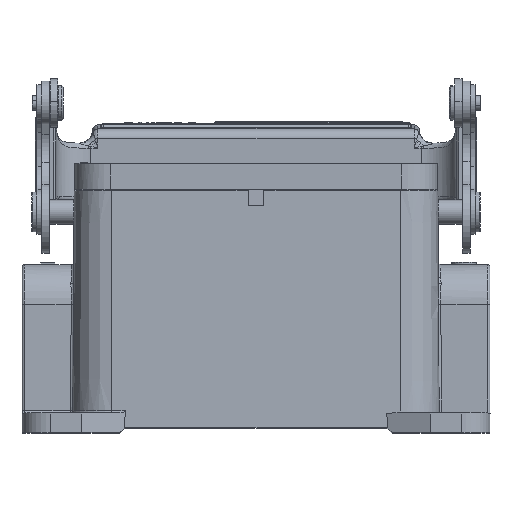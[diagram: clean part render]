
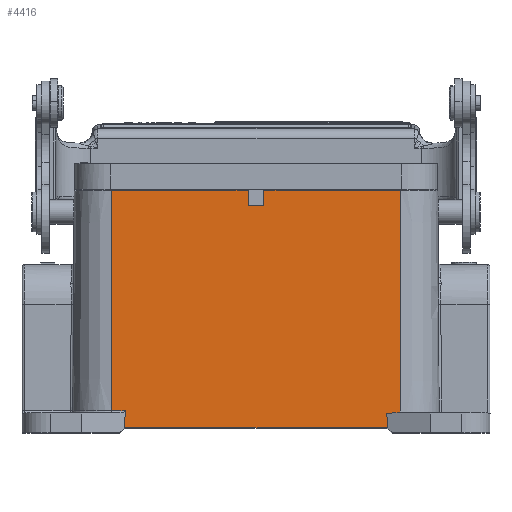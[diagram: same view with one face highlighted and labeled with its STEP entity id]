
A CAD part, top view. The second image highlights one B-rep face of the part: STEP entity #4416.
In plain terms, the highlighted planar face has unit normal (0, 0.009, 1).
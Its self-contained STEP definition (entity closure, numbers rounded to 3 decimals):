
#2235=B_SPLINE_CURVE_WITH_KNOTS('',3,(#45061,#45062,#45063,#45064),
 .UNSPECIFIED.,.F.,.F.,(4,4),(0.,1.),.UNSPECIFIED.);
#2240=B_SPLINE_CURVE_WITH_KNOTS('',3,(#45090,#45091,#45092,#45093),
 .UNSPECIFIED.,.F.,.F.,(4,4),(0.,1.),.UNSPECIFIED.);
#2245=B_SPLINE_CURVE_WITH_KNOTS('',3,(#45115,#45116,#45117,#45118),
 .UNSPECIFIED.,.F.,.F.,(4,4),(0.,1.),.UNSPECIFIED.);
#2829=PLANE('',#26253);
#4416=ADVANCED_FACE('',(#6228),#2829,.T.);
#6228=FACE_OUTER_BOUND('',#7699,.T.);
#7699=EDGE_LOOP('',(#17687,#17688,#17689,#17690,#17691,#17692,#17693,#17694,
#17695,#17696,#17697,#17698));
#8808=LINE('',#43128,#10384);
#9184=LINE('',#44905,#10760);
#9190=LINE('',#44918,#10766);
#9192=LINE('',#44922,#10768);
#9213=LINE('',#44975,#10789);
#9219=LINE('',#44986,#10795);
#9259=LINE('',#45192,#10835);
#9260=LINE('',#45194,#10836);
#9261=LINE('',#45196,#10837);
#10384=VECTOR('',#30353,1.);
#10760=VECTOR('',#31499,1.);
#10766=VECTOR('',#31507,1.);
#10768=VECTOR('',#31511,1.);
#10789=VECTOR('',#31562,1.);
#10795=VECTOR('',#31574,1.);
#10835=VECTOR('',#31694,1.);
#10836=VECTOR('',#31697,1.);
#10837=VECTOR('',#31698,1.);
#17687=ORIENTED_EDGE('',*,*,#23574,.T.);
#17688=ORIENTED_EDGE('',*,*,#23568,.F.);
#17689=ORIENTED_EDGE('',*,*,#23561,.T.);
#17690=ORIENTED_EDGE('',*,*,#23603,.F.);
#17691=ORIENTED_EDGE('',*,*,#23604,.T.);
#17692=ORIENTED_EDGE('',*,*,#23529,.T.);
#17693=ORIENTED_EDGE('',*,*,#23496,.T.);
#17694=ORIENTED_EDGE('',*,*,#23494,.F.);
#17695=ORIENTED_EDGE('',*,*,#23488,.T.);
#17696=ORIENTED_EDGE('',*,*,#23523,.T.);
#17697=ORIENTED_EDGE('',*,*,#22849,.T.);
#17698=ORIENTED_EDGE('',*,*,#23602,.T.);
#19628=VERTEX_POINT('',#43109);
#19632=VERTEX_POINT('',#43129);
#20046=VERTEX_POINT('',#44906);
#20047=VERTEX_POINT('',#44907);
#20051=VERTEX_POINT('',#44916);
#20053=VERTEX_POINT('',#44923);
#20072=VERTEX_POINT('',#44987);
#20096=VERTEX_POINT('',#45060);
#20097=VERTEX_POINT('',#45065);
#20102=VERTEX_POINT('',#45094);
#20105=VERTEX_POINT('',#45119);
#20118=VERTEX_POINT('',#45195);
#22849=EDGE_CURVE('',#19632,#19628,#8808,.T.);
#23488=EDGE_CURVE('',#20046,#20047,#9184,.T.);
#23494=EDGE_CURVE('',#20046,#20051,#9190,.T.);
#23496=EDGE_CURVE('',#20053,#20051,#9192,.T.);
#23523=EDGE_CURVE('',#20047,#19632,#9213,.T.);
#23529=EDGE_CURVE('',#20072,#20053,#9219,.T.);
#23561=EDGE_CURVE('',#20097,#20096,#2235,.T.);
#23568=EDGE_CURVE('',#20097,#20102,#2240,.T.);
#23574=EDGE_CURVE('',#20105,#20102,#2245,.T.);
#23602=EDGE_CURVE('',#19628,#20105,#9259,.T.);
#23603=EDGE_CURVE('',#20118,#20096,#9260,.T.);
#23604=EDGE_CURVE('',#20118,#20072,#9261,.T.);
#26253=AXIS2_PLACEMENT_3D('',#45197,#31699,#31700);
#30353=DIRECTION('',(0.,-1.,0.009));
#31499=DIRECTION('',(0.,1.,-0.009));
#31507=DIRECTION('',(1.,0.,0.));
#31511=DIRECTION('',(0.,-1.,0.009));
#31562=DIRECTION('',(-1.,0.,0.));
#31574=DIRECTION('',(-1.,0.,0.));
#31694=DIRECTION('',(1.,0.,0.));
#31697=DIRECTION('',(-1.,0.,0.));
#31698=DIRECTION('',(0.,1.,-0.009));
#31699=DIRECTION('',(0.,0.009,1.));
#31700=DIRECTION('',(-1.,0.,0.));
#43109=CARTESIAN_POINT('',(-3.297,53.871,62.403));
#43128=CARTESIAN_POINT('',(-3.297,98.075,62.017));
#43129=CARTESIAN_POINT('',(-3.297,98.075,62.017));
#44905=CARTESIAN_POINT('',(24.103,95.075,62.044));
#44906=CARTESIAN_POINT('',(24.103,95.075,62.044));
#44907=CARTESIAN_POINT('',(24.103,98.075,62.017));
#44916=CARTESIAN_POINT('',(27.303,95.075,62.044));
#44918=CARTESIAN_POINT('',(24.103,95.075,62.044));
#44922=CARTESIAN_POINT('',(27.303,98.075,62.017));
#44923=CARTESIAN_POINT('',(27.303,98.075,62.017));
#44975=CARTESIAN_POINT('',(24.103,98.075,62.017));
#44986=CARTESIAN_POINT('',(54.703,98.075,62.017));
#44987=CARTESIAN_POINT('',(54.703,98.075,62.017));
#45060=CARTESIAN_POINT('',(51.999,53.375,62.407));
#45061=CARTESIAN_POINT('',(52.055,50.375,62.434));
#45062=CARTESIAN_POINT('',(52.036,51.375,62.425));
#45063=CARTESIAN_POINT('',(52.018,52.375,62.416));
#45064=CARTESIAN_POINT('',(51.999,53.375,62.407));
#45065=CARTESIAN_POINT('',(52.055,50.375,62.434));
#45090=CARTESIAN_POINT('',(52.055,50.375,62.434));
#45091=CARTESIAN_POINT('',(34.487,50.375,62.434));
#45092=CARTESIAN_POINT('',(16.918,50.375,62.434));
#45093=CARTESIAN_POINT('',(-0.65,50.375,62.434));
#45094=CARTESIAN_POINT('',(-0.65,50.375,62.434));
#45115=CARTESIAN_POINT('',(-0.585,53.871,62.403));
#45116=CARTESIAN_POINT('',(-0.607,52.706,62.413));
#45117=CARTESIAN_POINT('',(-0.628,51.541,62.423));
#45118=CARTESIAN_POINT('',(-0.65,50.375,62.434));
#45119=CARTESIAN_POINT('',(-0.585,53.871,62.403));
#45192=CARTESIAN_POINT('',(-3.297,53.871,62.403));
#45194=CARTESIAN_POINT('',(54.703,53.375,62.407));
#45195=CARTESIAN_POINT('',(54.703,53.375,62.407));
#45196=CARTESIAN_POINT('',(54.703,53.375,62.407));
#45197=CARTESIAN_POINT('',(-5.47,98.075,62.017));
